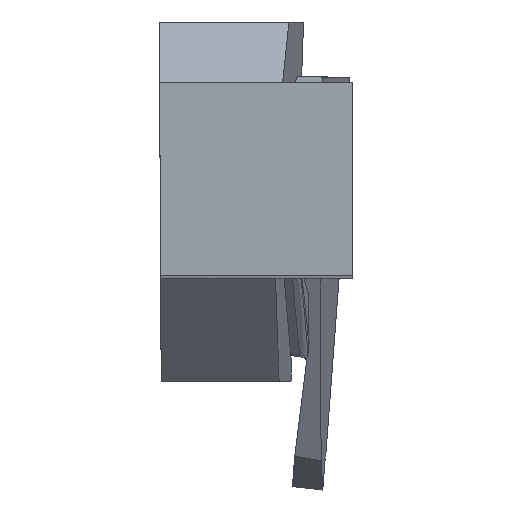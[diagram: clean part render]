
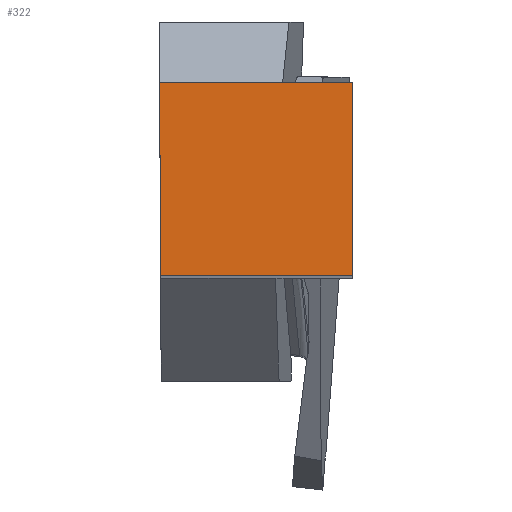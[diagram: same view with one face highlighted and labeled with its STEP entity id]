
A CAD part, top view. The second image highlights one B-rep face of the part: STEP entity #322.
In plain terms, the highlighted planar face has unit normal (0, 0, 1).
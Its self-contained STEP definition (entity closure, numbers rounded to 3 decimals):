
#322=ADVANCED_FACE('BLANK_BOXF006',(#496),#439,.T.);
#439=PLANE('',#2234);
#496=FACE_OUTER_BOUND('',#614,.T.);
#614=EDGE_LOOP('',(#787,#788,#789,#790));
#787=ORIENTED_EDGE('',*,*,#1561,.T.);
#788=ORIENTED_EDGE('',*,*,#1531,.T.);
#789=ORIENTED_EDGE('',*,*,#1562,.F.);
#790=ORIENTED_EDGE('',*,*,#1559,.F.);
#1339=VERTEX_POINT('',#3011);
#1340=VERTEX_POINT('',#3013);
#1359=VERTEX_POINT('',#3065);
#1360=VERTEX_POINT('',#3067);
#1531=EDGE_CURVE('',#1340,#1339,#1832,.T.);
#1559=EDGE_CURVE('',#1359,#1360,#1860,.T.);
#1561=EDGE_CURVE('',#1359,#1340,#1862,.T.);
#1562=EDGE_CURVE('',#1360,#1339,#1863,.T.);
#1832=LINE('',#3012,#1990);
#1860=LINE('',#3066,#2018);
#1862=LINE('',#3070,#2020);
#1863=LINE('',#3071,#2021);
#1990=VECTOR('',#2450,1.);
#2018=VECTOR('',#2490,1.);
#2020=VECTOR('',#2494,1.);
#2021=VECTOR('',#2495,1.);
#2234=AXIS2_PLACEMENT_3D('',#3072,#2496,#2497);
#2450=DIRECTION('',(0.005,-1.,0.));
#2490=DIRECTION('',(0.,-1.,0.));
#2494=DIRECTION('',(-1.,0.,0.));
#2495=DIRECTION('',(-1.,0.,0.));
#2496=DIRECTION('',(0.,0.,1.));
#2497=DIRECTION('',(1.,0.,0.));
#3011=CARTESIAN_POINT('',(0.049,0.,0.));
#3012=CARTESIAN_POINT('',(0.076,-5.08,0.));
#3013=CARTESIAN_POINT('',(0.,9.425,0.));
#3065=CARTESIAN_POINT('',(9.425,9.425,0.));
#3066=CARTESIAN_POINT('',(9.425,12.525,0.));
#3067=CARTESIAN_POINT('',(9.425,0.,0.));
#3070=CARTESIAN_POINT('',(19.05,9.425,0.));
#3071=CARTESIAN_POINT('',(19.05,0.,0.));
#3072=CARTESIAN_POINT('',(15.425,-5.,0.));
